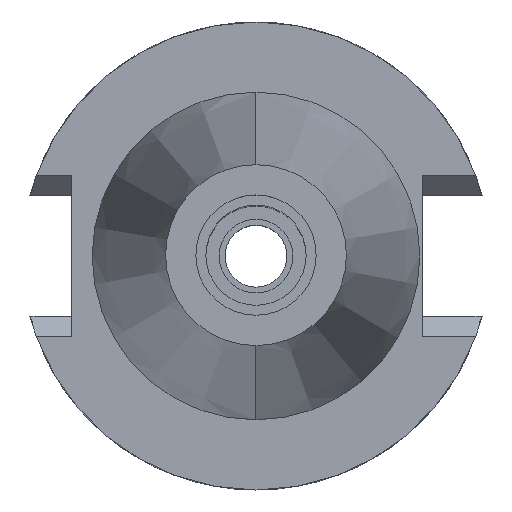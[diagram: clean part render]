
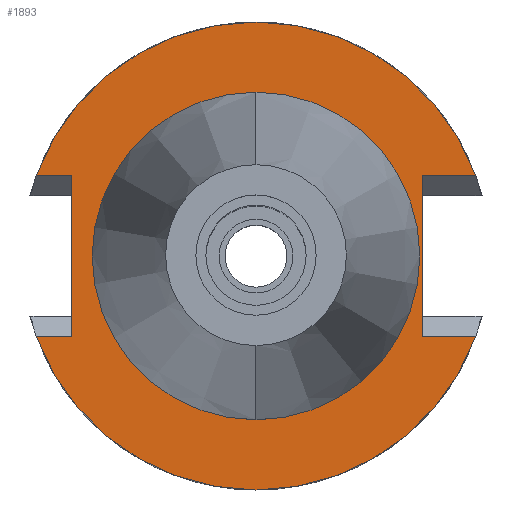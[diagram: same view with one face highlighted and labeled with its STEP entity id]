
A CAD part, top view. The second image highlights one B-rep face of the part: STEP entity #1893.
In plain terms, the highlighted planar face has unit normal (0, 0, 1).
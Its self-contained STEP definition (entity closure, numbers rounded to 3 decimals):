
#27 = VERTEX_POINT ( 'NONE', #2525 ) ;
#42 = VECTOR ( 'NONE', #1068, 1000. ) ;
#60 = ORIENTED_EDGE ( 'NONE', *, *, #1020, .T. ) ;
#64 = CARTESIAN_POINT ( 'NONE',  ( 0., 0., -1. ) ) ;
#68 = CARTESIAN_POINT ( 'NONE',  ( 22.57, 10.89, -1. ) ) ;
#83 = EDGE_CURVE ( 'NONE', #1026, #2388, #1143, .T. ) ;
#97 = EDGE_LOOP ( 'NONE', ( #3189, #179 ) ) ;
#116 = CARTESIAN_POINT ( 'NONE',  ( -29.824, -10.89, -1. ) ) ;
#117 = CARTESIAN_POINT ( 'NONE',  ( -24.98, 10.89, -1. ) ) ;
#132 = CARTESIAN_POINT ( 'NONE',  ( 22.57, 10.89, -1. ) ) ;
#179 = ORIENTED_EDGE ( 'NONE', *, *, #1162, .F. ) ;
#202 = CARTESIAN_POINT ( 'NONE',  ( 29.824, -10.89, -1. ) ) ;
#289 = EDGE_CURVE ( 'NONE', #1344, #746, #639, .T. ) ;
#324 = AXIS2_PLACEMENT_3D ( 'NONE', #1765, #2524, #2249 ) ;
#450 = FACE_BOUND ( 'NONE', #97, .T. ) ;
#498 = CARTESIAN_POINT ( 'NONE',  ( -24.98, -10.89, -1. ) ) ;
#558 = VERTEX_POINT ( 'NONE', #116 ) ;
#595 = VECTOR ( 'NONE', #1124, 1000. ) ;
#616 = CARTESIAN_POINT ( 'NONE',  ( 22.57, 10.89, -1. ) ) ;
#639 = CIRCLE ( 'NONE', #1028, 31.75 ) ;
#649 = LINE ( 'NONE', #913, #1197 ) ;
#663 = ORIENTED_EDGE ( 'NONE', *, *, #289, .F. ) ;
#746 = VERTEX_POINT ( 'NONE', #2840 ) ;
#913 = CARTESIAN_POINT ( 'NONE',  ( 22.57, -10.89, -1. ) ) ;
#935 = DIRECTION ( 'NONE',  ( 0., 0., -1. ) ) ;
#953 = CARTESIAN_POINT ( 'NONE',  ( -29.824, 10.89, -1. ) ) ;
#985 = FACE_OUTER_BOUND ( 'NONE', #1936, .T. ) ;
#1020 = EDGE_CURVE ( 'NONE', #1925, #27, #1676, .T. ) ;
#1026 = VERTEX_POINT ( 'NONE', #2457 ) ;
#1028 = AXIS2_PLACEMENT_3D ( 'NONE', #1123, #2953, #1105 ) ;
#1066 = EDGE_CURVE ( 'NONE', #1731, #2072, #649, .T. ) ;
#1068 = DIRECTION ( 'NONE',  ( -1., 0., 0. ) ) ;
#1105 = DIRECTION ( 'NONE',  ( 0., 1., 0. ) ) ;
#1123 = CARTESIAN_POINT ( 'NONE',  ( 0., 0., -1. ) ) ;
#1124 = DIRECTION ( 'NONE',  ( 1., 0., 0. ) ) ;
#1136 = ORIENTED_EDGE ( 'NONE', *, *, #1687, .T. ) ;
#1143 = CIRCLE ( 'NONE', #3207, 22.225 ) ;
#1151 = VECTOR ( 'NONE', #3266, 1000. ) ;
#1162 = EDGE_CURVE ( 'NONE', #2388, #1026, #1842, .T. ) ;
#1197 = VECTOR ( 'NONE', #1951, 1000. ) ;
#1222 = PLANE ( 'NONE',  #324 ) ;
#1344 = VERTEX_POINT ( 'NONE', #953 ) ;
#1373 = ORIENTED_EDGE ( 'NONE', *, *, #1501, .T. ) ;
#1389 = ORIENTED_EDGE ( 'NONE', *, *, #1957, .F. ) ;
#1458 = DIRECTION ( 'NONE',  ( 0., 1., 0. ) ) ;
#1475 = LINE ( 'NONE', #132, #1151 ) ;
#1501 = EDGE_CURVE ( 'NONE', #27, #558, #1807, .T. ) ;
#1575 = VECTOR ( 'NONE', #2727, 1000. ) ;
#1661 = LINE ( 'NONE', #2137, #1914 ) ;
#1676 = LINE ( 'NONE', #2771, #1575 ) ;
#1687 = EDGE_CURVE ( 'NONE', #2357, #746, #2126, .T. ) ;
#1731 = VERTEX_POINT ( 'NONE', #2427 ) ;
#1733 = CARTESIAN_POINT ( 'NONE',  ( 0., 0., -1. ) ) ;
#1734 = CARTESIAN_POINT ( 'NONE',  ( 0., 0., -1. ) ) ;
#1765 = CARTESIAN_POINT ( 'NONE',  ( 0., 0., -1. ) ) ;
#1807 = LINE ( 'NONE', #498, #42 ) ;
#1842 = CIRCLE ( 'NONE', #2729, 22.225 ) ;
#1893 = ADVANCED_FACE ( 'NONE', ( #985, #450 ), #1222, .F. ) ;
#1914 = VECTOR ( 'NONE', #2196, 1000. ) ;
#1925 = VERTEX_POINT ( 'NONE', #117 ) ;
#1936 = EDGE_LOOP ( 'NONE', ( #1136, #663, #2174, #60, #1373, #2891, #2532, #1389 ) ) ;
#1937 = EDGE_CURVE ( 'NONE', #2072, #558, #3107, .T. ) ;
#1951 = DIRECTION ( 'NONE',  ( 1., 0., 0. ) ) ;
#1957 = EDGE_CURVE ( 'NONE', #2357, #1731, #1475, .T. ) ;
#2072 = VERTEX_POINT ( 'NONE', #202 ) ;
#2104 = DIRECTION ( 'NONE',  ( 0., 0., 1. ) ) ;
#2121 = CARTESIAN_POINT ( 'NONE',  ( 0., -22.225, -1. ) ) ;
#2126 = LINE ( 'NONE', #68, #595 ) ;
#2137 = CARTESIAN_POINT ( 'NONE',  ( -24.98, 10.89, -1. ) ) ;
#2174 = ORIENTED_EDGE ( 'NONE', *, *, #2359, .F. ) ;
#2196 = DIRECTION ( 'NONE',  ( -1., 0., 0. ) ) ;
#2249 = DIRECTION ( 'NONE',  ( 0., -1., 0. ) ) ;
#2357 = VERTEX_POINT ( 'NONE', #616 ) ;
#2359 = EDGE_CURVE ( 'NONE', #1925, #1344, #1661, .T. ) ;
#2388 = VERTEX_POINT ( 'NONE', #2121 ) ;
#2405 = AXIS2_PLACEMENT_3D ( 'NONE', #1733, #935, #2806 ) ;
#2427 = CARTESIAN_POINT ( 'NONE',  ( 22.57, -10.89, -1. ) ) ;
#2457 = CARTESIAN_POINT ( 'NONE',  ( 0., 22.225, -1. ) ) ;
#2524 = DIRECTION ( 'NONE',  ( 0., 0., -1. ) ) ;
#2525 = CARTESIAN_POINT ( 'NONE',  ( -24.98, -10.89, -1. ) ) ;
#2532 = ORIENTED_EDGE ( 'NONE', *, *, #1066, .F. ) ;
#2542 = DIRECTION ( 'NONE',  ( 0., 0., 1. ) ) ;
#2646 = DIRECTION ( 'NONE',  ( 0., -1., 0. ) ) ;
#2727 = DIRECTION ( 'NONE',  ( 0., -1., 0. ) ) ;
#2729 = AXIS2_PLACEMENT_3D ( 'NONE', #64, #2104, #2646 ) ;
#2771 = CARTESIAN_POINT ( 'NONE',  ( -24.98, 10.89, -1. ) ) ;
#2806 = DIRECTION ( 'NONE',  ( 0., -1., 0. ) ) ;
#2840 = CARTESIAN_POINT ( 'NONE',  ( 29.824, 10.89, -1. ) ) ;
#2891 = ORIENTED_EDGE ( 'NONE', *, *, #1937, .F. ) ;
#2953 = DIRECTION ( 'NONE',  ( 0., 0., -1. ) ) ;
#3107 = CIRCLE ( 'NONE', #2405, 31.75 ) ;
#3189 = ORIENTED_EDGE ( 'NONE', *, *, #83, .F. ) ;
#3207 = AXIS2_PLACEMENT_3D ( 'NONE', #1734, #2542, #1458 ) ;
#3266 = DIRECTION ( 'NONE',  ( 0., -1., 0. ) ) ;
